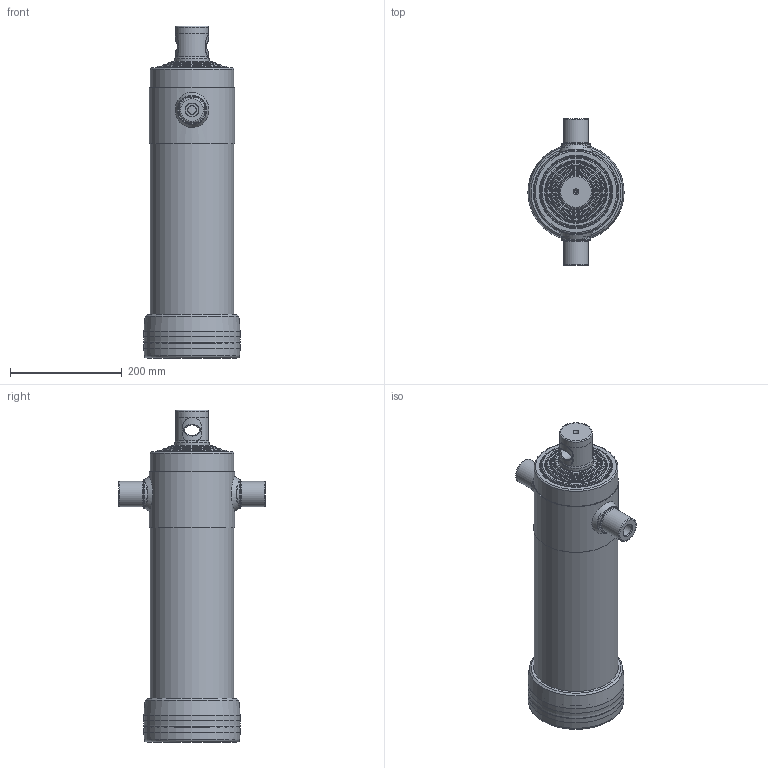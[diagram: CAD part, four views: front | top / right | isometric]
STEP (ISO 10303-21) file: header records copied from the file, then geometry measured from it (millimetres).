
FILE_DESCRIPTION( ( 'Unknown' ), '1' );
FILE_NAME( '3055F.stp', 'Unknown', ( 'Unknown' ), ( 'Unknown' ), 'PSStep 14.0', 'Unknown', ' ' );
FILE_SCHEMA( ( 'AUTOMOTIVE_DESIGN { 1 0 10303 214 1 1 1 1 }' ) );
Length unit declared in the file: millimetre
Products named in the file (13): 3093; Assem1; Saldatura d'angolo 1-oa0; Saldatura d'angolo 2-oa1; 3093-oa2; 3077; 3078; 3085; 3092; 4207; 4182; 4181; 4179
Bounding box: 172 x 262.4 x 593 mm (x, y, z)
Volume: 18504285.9 mm3; surface area: 4305610.8 mm2
Topology: 27 solids, 27 shells, 567 faces, 1149 edges, 711 vertices
Faces by surface type: cylinder 164, plane 155, torus 131, cone 92, bspline 25
Full cylindrical faces by diameter (mm): 5 x4, 15 x3, 16.376 x3, 23 x3, 31 x2, 45 x6, 52 x6, 59 x2, 60 x2, 61 x6, 64 x2, 65.8 x2, 66 x4, 67.2 x2, 69 x2, 75 x2, 76 x6, 79 x2, 80.8 x2, 81 x4, 82.2 x2, 84 x2, 90 x2, 91 x6, 94 x2, 95.8 x2, 96 x4, 97.2 x2, 99 x2, 106 x2
Entity records: 11697 total; most frequent: CARTESIAN_POINT 4959, DIRECTION 1019, ORIENTED_EDGE 626, AXIS2_PLACEMENT_3D 488, EDGE_LOOP 475, FACE_OUTER_BOUND 379, EDGE_CURVE 313, VERTEX_POINT 284
